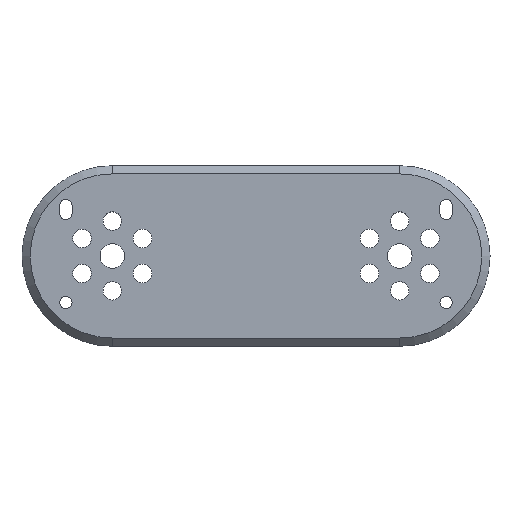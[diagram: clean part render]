
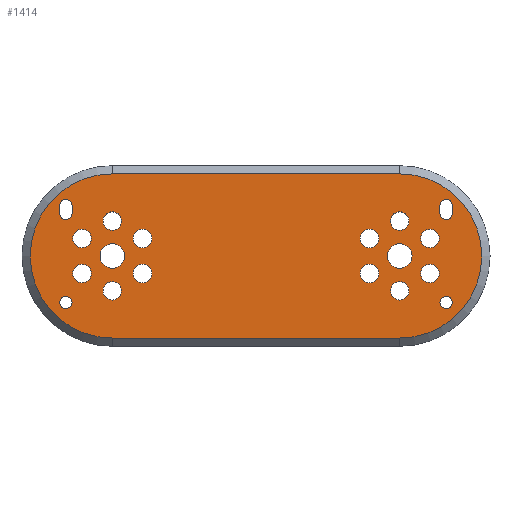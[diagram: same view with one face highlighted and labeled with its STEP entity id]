
A CAD part, top view. The second image highlights one B-rep face of the part: STEP entity #1414.
In plain terms, the highlighted planar face has unit normal (0, 0, 1).
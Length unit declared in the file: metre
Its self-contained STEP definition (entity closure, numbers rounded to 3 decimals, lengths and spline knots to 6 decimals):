
#90=LINE('',#2283,#158);
#95=LINE('',#2297,#163);
#99=LINE('',#2313,#167);
#103=LINE('',#2324,#171);
#104=LINE('',#2331,#172);
#105=LINE('',#2336,#173);
#158=VECTOR('',#1802,1.);
#163=VECTOR('',#1815,1.);
#167=VECTOR('',#1833,1.);
#171=VECTOR('',#1845,1.);
#172=VECTOR('',#1854,1.);
#173=VECTOR('',#1857,1.);
#292=ORIENTED_EDGE('',*,*,#604,.F.);
#293=ORIENTED_EDGE('',*,*,#613,.T.);
#294=ORIENTED_EDGE('',*,*,#611,.T.);
#295=ORIENTED_EDGE('',*,*,#608,.T.);
#296=ORIENTED_EDGE('',*,*,#600,.T.);
#297=ORIENTED_EDGE('',*,*,#628,.T.);
#298=ORIENTED_EDGE('',*,*,#629,.T.);
#299=ORIENTED_EDGE('',*,*,#630,.T.);
#300=ORIENTED_EDGE('',*,*,#631,.T.);
#301=ORIENTED_EDGE('',*,*,#632,.T.);
#302=ORIENTED_EDGE('',*,*,#633,.T.);
#303=ORIENTED_EDGE('',*,*,#634,.T.);
#304=ORIENTED_EDGE('',*,*,#635,.T.);
#305=ORIENTED_EDGE('',*,*,#636,.T.);
#306=ORIENTED_EDGE('',*,*,#637,.T.);
#307=ORIENTED_EDGE('',*,*,#638,.T.);
#308=ORIENTED_EDGE('',*,*,#639,.T.);
#309=ORIENTED_EDGE('',*,*,#640,.T.);
#310=ORIENTED_EDGE('',*,*,#641,.T.);
#311=ORIENTED_EDGE('',*,*,#642,.T.);
#312=ORIENTED_EDGE('',*,*,#643,.T.);
#313=ORIENTED_EDGE('',*,*,#644,.T.);
#314=ORIENTED_EDGE('',*,*,#645,.T.);
#315=ORIENTED_EDGE('',*,*,#616,.F.);
#316=ORIENTED_EDGE('',*,*,#625,.T.);
#317=ORIENTED_EDGE('',*,*,#622,.F.);
#318=ORIENTED_EDGE('',*,*,#619,.F.);
#319=ORIENTED_EDGE('',*,*,#626,.F.);
#600=EDGE_CURVE('',#772,#772,#904,.F.);
#604=EDGE_CURVE('',#776,#777,#90,.T.);
#608=EDGE_CURVE('',#778,#777,#907,.F.);
#611=EDGE_CURVE('',#780,#778,#95,.T.);
#613=EDGE_CURVE('',#776,#780,#909,.F.);
#616=EDGE_CURVE('',#784,#785,#911,.T.);
#619=EDGE_CURVE('',#785,#787,#99,.T.);
#622=EDGE_CURVE('',#787,#789,#913,.T.);
#625=EDGE_CURVE('',#784,#789,#103,.T.);
#626=EDGE_CURVE('',#790,#790,#914,.T.);
#628=EDGE_CURVE('',#792,#793,#104,.T.);
#629=EDGE_CURVE('',#793,#794,#916,.T.);
#630=EDGE_CURVE('',#794,#795,#105,.T.);
#631=EDGE_CURVE('',#795,#792,#917,.T.);
#632=EDGE_CURVE('',#796,#796,#918,.F.);
#633=EDGE_CURVE('',#797,#797,#919,.F.);
#634=EDGE_CURVE('',#798,#798,#920,.F.);
#635=EDGE_CURVE('',#799,#799,#921,.F.);
#636=EDGE_CURVE('',#800,#800,#922,.F.);
#637=EDGE_CURVE('',#801,#801,#923,.F.);
#638=EDGE_CURVE('',#802,#802,#924,.F.);
#639=EDGE_CURVE('',#803,#803,#925,.F.);
#640=EDGE_CURVE('',#804,#804,#926,.F.);
#641=EDGE_CURVE('',#805,#805,#927,.F.);
#642=EDGE_CURVE('',#806,#806,#928,.F.);
#643=EDGE_CURVE('',#807,#807,#929,.F.);
#644=EDGE_CURVE('',#808,#808,#930,.F.);
#645=EDGE_CURVE('',#809,#809,#931,.F.);
#772=VERTEX_POINT('',#2274);
#776=VERTEX_POINT('',#2282);
#777=VERTEX_POINT('',#2284);
#778=VERTEX_POINT('',#2288);
#780=VERTEX_POINT('',#2294);
#784=VERTEX_POINT('',#2306);
#785=VERTEX_POINT('',#2308);
#787=VERTEX_POINT('',#2314);
#789=VERTEX_POINT('',#2320);
#790=VERTEX_POINT('',#2327);
#792=VERTEX_POINT('',#2332);
#793=VERTEX_POINT('',#2333);
#794=VERTEX_POINT('',#2335);
#795=VERTEX_POINT('',#2337);
#796=VERTEX_POINT('',#2340);
#797=VERTEX_POINT('',#2342);
#798=VERTEX_POINT('',#2344);
#799=VERTEX_POINT('',#2346);
#800=VERTEX_POINT('',#2348);
#801=VERTEX_POINT('',#2350);
#802=VERTEX_POINT('',#2352);
#803=VERTEX_POINT('',#2354);
#804=VERTEX_POINT('',#2356);
#805=VERTEX_POINT('',#2358);
#806=VERTEX_POINT('',#2360);
#807=VERTEX_POINT('',#2362);
#808=VERTEX_POINT('',#2364);
#809=VERTEX_POINT('',#2366);
#904=CIRCLE('',#1547,0.0015);
#907=CIRCLE('',#1552,0.0015);
#909=CIRCLE('',#1556,0.0015);
#911=CIRCLE('',#1559,0.0015);
#913=CIRCLE('',#1563,0.0015);
#914=CIRCLE('',#1566,0.0015);
#916=CIRCLE('',#1569,0.02);
#917=CIRCLE('',#1570,0.02);
#918=CIRCLE('',#1571,0.00225);
#919=CIRCLE('',#1572,0.00225);
#920=CIRCLE('',#1573,0.00225);
#921=CIRCLE('',#1574,0.00225);
#922=CIRCLE('',#1575,0.00225);
#923=CIRCLE('',#1576,0.00225);
#924=CIRCLE('',#1577,0.00225);
#925=CIRCLE('',#1578,0.00225);
#926=CIRCLE('',#1579,0.00225);
#927=CIRCLE('',#1580,0.00225);
#928=CIRCLE('',#1581,0.00225);
#929=CIRCLE('',#1582,0.00225);
#930=CIRCLE('',#1583,0.003);
#931=CIRCLE('',#1584,0.003);
#1014=EDGE_LOOP('',(#292,#293,#294,#295));
#1015=EDGE_LOOP('',(#296));
#1016=EDGE_LOOP('',(#297,#298,#299,#300));
#1017=EDGE_LOOP('',(#301));
#1018=EDGE_LOOP('',(#302));
#1019=EDGE_LOOP('',(#303));
#1020=EDGE_LOOP('',(#304));
#1021=EDGE_LOOP('',(#305));
#1022=EDGE_LOOP('',(#306));
#1023=EDGE_LOOP('',(#307));
#1024=EDGE_LOOP('',(#308));
#1025=EDGE_LOOP('',(#309));
#1026=EDGE_LOOP('',(#310));
#1027=EDGE_LOOP('',(#311));
#1028=EDGE_LOOP('',(#312));
#1029=EDGE_LOOP('',(#313));
#1030=EDGE_LOOP('',(#314));
#1031=EDGE_LOOP('',(#315,#316,#317,#318));
#1032=EDGE_LOOP('',(#319));
#1206=FACE_BOUND('',#1014,.T.);
#1207=FACE_BOUND('',#1015,.T.);
#1208=FACE_BOUND('',#1016,.T.);
#1209=FACE_BOUND('',#1017,.T.);
#1210=FACE_BOUND('',#1018,.T.);
#1211=FACE_BOUND('',#1019,.T.);
#1212=FACE_BOUND('',#1020,.T.);
#1213=FACE_BOUND('',#1021,.T.);
#1214=FACE_BOUND('',#1022,.T.);
#1215=FACE_BOUND('',#1023,.T.);
#1216=FACE_BOUND('',#1024,.T.);
#1217=FACE_BOUND('',#1025,.T.);
#1218=FACE_BOUND('',#1026,.T.);
#1219=FACE_BOUND('',#1027,.T.);
#1220=FACE_BOUND('',#1028,.T.);
#1221=FACE_BOUND('',#1029,.T.);
#1222=FACE_BOUND('',#1030,.T.);
#1223=FACE_BOUND('',#1031,.T.);
#1224=FACE_BOUND('',#1032,.T.);
#1371=PLANE('',#1568);
#1414=ADVANCED_FACE('',(#1206,#1207,#1208,#1209,#1210,#1211,#1212,#1213,
#1214,#1215,#1216,#1217,#1218,#1219,#1220,#1221,#1222,#1223,#1224),#1371,
 .T.);
#1547=AXIS2_PLACEMENT_3D('',#2273,#1794,#1795);
#1552=AXIS2_PLACEMENT_3D('',#2291,#1809,#1810);
#1556=AXIS2_PLACEMENT_3D('',#2300,#1820,#1821);
#1559=AXIS2_PLACEMENT_3D('',#2307,#1827,#1828);
#1563=AXIS2_PLACEMENT_3D('',#2319,#1839,#1840);
#1566=AXIS2_PLACEMENT_3D('',#2326,#1848,#1849);
#1568=AXIS2_PLACEMENT_3D('',#2330,#1852,#1853);
#1569=AXIS2_PLACEMENT_3D('',#2334,#1855,#1856);
#1570=AXIS2_PLACEMENT_3D('',#2338,#1858,#1859);
#1571=AXIS2_PLACEMENT_3D('',#2339,#1860,#1861);
#1572=AXIS2_PLACEMENT_3D('',#2341,#1862,#1863);
#1573=AXIS2_PLACEMENT_3D('',#2343,#1864,#1865);
#1574=AXIS2_PLACEMENT_3D('',#2345,#1866,#1867);
#1575=AXIS2_PLACEMENT_3D('',#2347,#1868,#1869);
#1576=AXIS2_PLACEMENT_3D('',#2349,#1870,#1871);
#1577=AXIS2_PLACEMENT_3D('',#2351,#1872,#1873);
#1578=AXIS2_PLACEMENT_3D('',#2353,#1874,#1875);
#1579=AXIS2_PLACEMENT_3D('',#2355,#1876,#1877);
#1580=AXIS2_PLACEMENT_3D('',#2357,#1878,#1879);
#1581=AXIS2_PLACEMENT_3D('',#2359,#1880,#1881);
#1582=AXIS2_PLACEMENT_3D('',#2361,#1882,#1883);
#1583=AXIS2_PLACEMENT_3D('',#2363,#1884,#1885);
#1584=AXIS2_PLACEMENT_3D('',#2365,#1886,#1887);
#1794=DIRECTION('',(0.,0.,1.));
#1795=DIRECTION('',(1.,0.,0.));
#1802=DIRECTION('',(0.,-1.,0.));
#1809=DIRECTION('',(0.,0.,1.));
#1810=DIRECTION('',(1.,0.,0.));
#1815=DIRECTION('',(0.,-1.,0.));
#1820=DIRECTION('',(0.,0.,1.));
#1821=DIRECTION('',(1.,0.,0.));
#1827=DIRECTION('',(0.,0.,1.));
#1828=DIRECTION('',(1.,0.,0.));
#1833=DIRECTION('',(0.,-1.,0.));
#1839=DIRECTION('',(0.,0.,1.));
#1840=DIRECTION('',(1.,0.,0.));
#1845=DIRECTION('',(0.,-1.,0.));
#1848=DIRECTION('',(0.,0.,1.));
#1849=DIRECTION('',(1.,0.,0.));
#1852=DIRECTION('',(0.,0.,1.));
#1853=DIRECTION('',(1.,0.,0.));
#1854=DIRECTION('',(1.,0.,0.));
#1855=DIRECTION('',(0.,0.,1.));
#1856=DIRECTION('',(1.,0.,0.));
#1857=DIRECTION('',(-1.,0.,0.));
#1858=DIRECTION('',(0.,0.,1.));
#1859=DIRECTION('',(1.,0.,0.));
#1860=DIRECTION('',(0.,0.,1.));
#1861=DIRECTION('',(1.,0.,0.));
#1862=DIRECTION('',(0.,0.,1.));
#1863=DIRECTION('',(1.,0.,0.));
#1864=DIRECTION('',(0.,0.,1.));
#1865=DIRECTION('',(1.,0.,0.));
#1866=DIRECTION('',(0.,0.,1.));
#1867=DIRECTION('',(1.,0.,0.));
#1868=DIRECTION('',(0.,0.,1.));
#1869=DIRECTION('',(1.,0.,0.));
#1870=DIRECTION('',(0.,0.,1.));
#1871=DIRECTION('',(1.,0.,0.));
#1872=DIRECTION('',(0.,0.,1.));
#1873=DIRECTION('',(1.,0.,0.));
#1874=DIRECTION('',(0.,0.,1.));
#1875=DIRECTION('',(1.,0.,0.));
#1876=DIRECTION('',(0.,0.,1.));
#1877=DIRECTION('',(1.,0.,0.));
#1878=DIRECTION('',(0.,0.,1.));
#1879=DIRECTION('',(1.,0.,0.));
#1880=DIRECTION('',(0.,0.,1.));
#1881=DIRECTION('',(1.,0.,0.));
#1882=DIRECTION('',(0.,0.,1.));
#1883=DIRECTION('',(1.,0.,0.));
#1884=DIRECTION('',(0.,0.,1.));
#1885=DIRECTION('',(1.,0.,0.));
#1886=DIRECTION('',(0.,0.,1.));
#1887=DIRECTION('',(1.,0.,0.));
#2273=CARTESIAN_POINT('',(0.046314,-0.011314,0.01));
#2274=CARTESIAN_POINT('',(0.047814,-0.011314,0.01));
#2282=CARTESIAN_POINT('',(0.044814,0.012314,0.01));
#2283=CARTESIAN_POINT('',(0.044814,0.,0.01));
#2284=CARTESIAN_POINT('',(0.044814,0.010314,0.01));
#2288=CARTESIAN_POINT('',(0.047814,0.010314,0.01));
#2291=CARTESIAN_POINT('',(0.046314,0.010314,0.01));
#2294=CARTESIAN_POINT('',(0.047814,0.012314,0.01));
#2297=CARTESIAN_POINT('',(0.047814,0.,0.01));
#2300=CARTESIAN_POINT('',(0.046314,0.012314,0.01));
#2306=CARTESIAN_POINT('',(-0.044814,0.012314,0.01));
#2307=CARTESIAN_POINT('',(-0.046314,0.012314,0.01));
#2308=CARTESIAN_POINT('',(-0.047814,0.012314,0.01));
#2313=CARTESIAN_POINT('',(-0.047814,0.,0.01));
#2314=CARTESIAN_POINT('',(-0.047814,0.010314,0.01));
#2319=CARTESIAN_POINT('',(-0.046314,0.010314,0.01));
#2320=CARTESIAN_POINT('',(-0.044814,0.010314,0.01));
#2324=CARTESIAN_POINT('',(-0.044814,0.,0.01));
#2326=CARTESIAN_POINT('',(-0.046314,-0.011314,0.01));
#2327=CARTESIAN_POINT('',(-0.044814,-0.011314,0.01));
#2330=CARTESIAN_POINT('',(0.,0.,0.01));
#2331=CARTESIAN_POINT('',(0.035,-0.02,0.01));
#2332=CARTESIAN_POINT('',(-0.035,-0.02,0.01));
#2333=CARTESIAN_POINT('',(0.035,-0.02,0.01));
#2334=CARTESIAN_POINT('',(0.035,0.,0.01));
#2335=CARTESIAN_POINT('',(0.035,0.02,0.01));
#2336=CARTESIAN_POINT('',(0.,0.02,0.01));
#2337=CARTESIAN_POINT('',(-0.035,0.02,0.01));
#2338=CARTESIAN_POINT('',(-0.035,0.,0.01));
#2339=CARTESIAN_POINT('',(-0.027639,-0.00425,0.01));
#2340=CARTESIAN_POINT('',(-0.025389,-0.00425,0.01));
#2341=CARTESIAN_POINT('',(0.035,-0.0085,0.01));
#2342=CARTESIAN_POINT('',(0.03725,-0.0085,0.01));
#2343=CARTESIAN_POINT('',(0.027639,-0.00425,0.01));
#2344=CARTESIAN_POINT('',(0.029889,-0.00425,0.01));
#2345=CARTESIAN_POINT('',(0.027639,0.00425,0.01));
#2346=CARTESIAN_POINT('',(0.029889,0.00425,0.01));
#2347=CARTESIAN_POINT('',(-0.042361,-0.00425,0.01));
#2348=CARTESIAN_POINT('',(-0.040111,-0.00425,0.01));
#2349=CARTESIAN_POINT('',(-0.042361,0.00425,0.01));
#2350=CARTESIAN_POINT('',(-0.040111,0.00425,0.01));
#2351=CARTESIAN_POINT('',(-0.027639,0.00425,0.01));
#2352=CARTESIAN_POINT('',(-0.025389,0.00425,0.01));
#2353=CARTESIAN_POINT('',(-0.035,0.0085,0.01));
#2354=CARTESIAN_POINT('',(-0.03275,0.0085,0.01));
#2355=CARTESIAN_POINT('',(0.042361,0.00425,0.01));
#2356=CARTESIAN_POINT('',(0.044611,0.00425,0.01));
#2357=CARTESIAN_POINT('',(0.042361,-0.00425,0.01));
#2358=CARTESIAN_POINT('',(0.044611,-0.00425,0.01));
#2359=CARTESIAN_POINT('',(0.035,0.0085,0.01));
#2360=CARTESIAN_POINT('',(0.03725,0.0085,0.01));
#2361=CARTESIAN_POINT('',(-0.035,-0.0085,0.01));
#2362=CARTESIAN_POINT('',(-0.03275,-0.0085,0.01));
#2363=CARTESIAN_POINT('',(-0.035,0.,0.01));
#2364=CARTESIAN_POINT('',(-0.032,0.,0.01));
#2365=CARTESIAN_POINT('',(0.035,0.,0.01));
#2366=CARTESIAN_POINT('',(0.038,0.,0.01));
